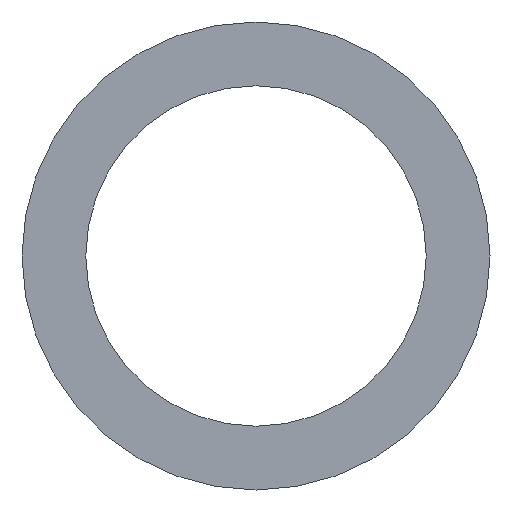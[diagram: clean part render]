
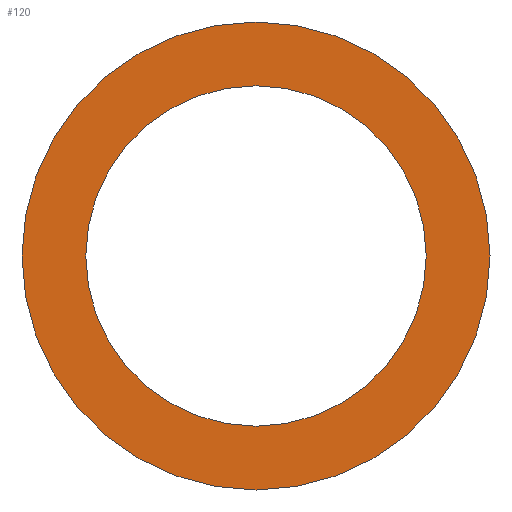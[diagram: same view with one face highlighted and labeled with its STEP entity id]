
A CAD part, left-side view. The second image highlights one B-rep face of the part: STEP entity #120.
In plain terms, the highlighted planar face has unit normal (-1, 0, 0).
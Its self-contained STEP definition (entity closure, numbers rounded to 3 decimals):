
#88 = EDGE_CURVE( '', #112, #138, #203, .T. );
#90 = VERTEX_POINT( '', #205 );
#102 = VERTEX_POINT( '', #218 );
#110 = EDGE_CURVE( '', #138, #112, #229, .T. );
#112 = VERTEX_POINT( '', #231 );
#120 = ADVANCED_FACE( '', ( #239, #240 ), #241, .T. );
#136 = EDGE_CURVE( '', #90, #102, #258, .T. );
#138 = VERTEX_POINT( '', #260 );
#162 = EDGE_CURVE( '', #102, #90, #288, .T. );
#203 = CIRCLE( '', #325, 215. );
#205 = CARTESIAN_POINT( '', ( -150., -156.4, 0. ) );
#218 = CARTESIAN_POINT( '', ( -150., 156.4, 0. ) );
#229 = CIRCLE( '', #354, 215. );
#231 = CARTESIAN_POINT( '', ( -150., -215., 0. ) );
#239 = FACE_BOUND( '', #365, .T. );
#240 = FACE_OUTER_BOUND( '', #366, .T. );
#241 = PLANE( '', #367 );
#258 = CIRCLE( '', #395, 156.4 );
#260 = CARTESIAN_POINT( '', ( -150., 215., 0. ) );
#288 = CIRCLE( '', #432, 156.4 );
#325 = AXIS2_PLACEMENT_3D( '', #468, #469, #470 );
#354 = AXIS2_PLACEMENT_3D( '', #501, #502, #503 );
#365 = EDGE_LOOP( '', ( #508, #509 ) );
#366 = EDGE_LOOP( '', ( #510, #511 ) );
#367 = AXIS2_PLACEMENT_3D( '', #512, #513, #514 );
#395 = AXIS2_PLACEMENT_3D( '', #533, #534, #535 );
#432 = AXIS2_PLACEMENT_3D( '', #572, #573, #574 );
#468 = CARTESIAN_POINT( '', ( -150., 0., 0. ) );
#469 = DIRECTION( '', ( -1., 0., 0. ) );
#470 = DIRECTION( '', ( 0., 1., 0. ) );
#501 = CARTESIAN_POINT( '', ( -150., 0., 0. ) );
#502 = DIRECTION( '', ( -1., 0., 0. ) );
#503 = DIRECTION( '', ( 0., 1., 0. ) );
#508 = ORIENTED_EDGE( '', *, *, #162, .F. );
#509 = ORIENTED_EDGE( '', *, *, #136, .F. );
#510 = ORIENTED_EDGE( '', *, *, #110, .T. );
#511 = ORIENTED_EDGE( '', *, *, #88, .T. );
#512 = CARTESIAN_POINT( '', ( -150., 185.7, 0. ) );
#513 = DIRECTION( '', ( -1., 0., 0. ) );
#514 = DIRECTION( '', ( 0., 1., 0. ) );
#533 = CARTESIAN_POINT( '', ( -150., 0., 0. ) );
#534 = DIRECTION( '', ( -1., 0., 0. ) );
#535 = DIRECTION( '', ( 0., 1., 0. ) );
#572 = CARTESIAN_POINT( '', ( -150., 0., 0. ) );
#573 = DIRECTION( '', ( -1., 0., 0. ) );
#574 = DIRECTION( '', ( 0., 1., 0. ) );
